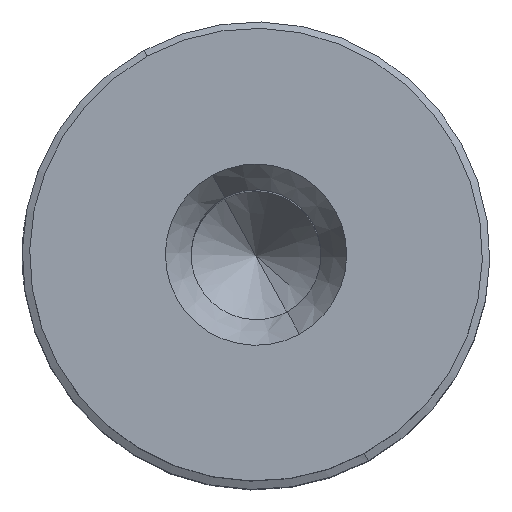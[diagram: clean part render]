
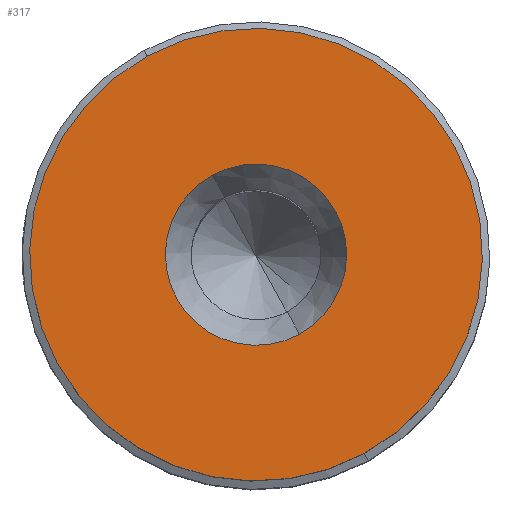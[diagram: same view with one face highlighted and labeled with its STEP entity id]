
A CAD part, top view. The second image highlights one B-rep face of the part: STEP entity #317.
In plain terms, the highlighted planar face has unit normal (0, 0, 1).
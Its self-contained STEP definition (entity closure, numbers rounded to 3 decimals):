
#196=AXIS2_PLACEMENT_3D('Circle Axis2P3D',#194,#195,$) ;
#280=AXIS2_PLACEMENT_3D('Circle Axis2P3D',#278,#279,$) ;
#293=AXIS2_PLACEMENT_3D('Plane Axis2P3D',#290,#291,#292) ;
#297=AXIS2_PLACEMENT_3D('Circle Axis2P3D',#295,#296,$) ;
#306=AXIS2_PLACEMENT_3D('Circle Axis2P3D',#304,#305,$) ;
#191=CARTESIAN_POINT('Vertex',(2.564,4.222,30.8)) ;
#194=CARTESIAN_POINT('Axis2P3D Location',(3.15,3.15,30.8)) ;
#198=CARTESIAN_POINT('Vertex',(3.736,2.078,30.8)) ;
#278=CARTESIAN_POINT('Axis2P3D Location',(3.15,3.15,30.8)) ;
#290=CARTESIAN_POINT('Axis2P3D Location',(3.15,6.2,30.8)) ;
#295=CARTESIAN_POINT('Axis2P3D Location',(3.15,3.15,30.8)) ;
#299=CARTESIAN_POINT('Vertex',(4.612,0.473,30.8)) ;
#301=CARTESIAN_POINT('Vertex',(1.688,5.827,30.8)) ;
#304=CARTESIAN_POINT('Axis2P3D Location',(3.15,3.15,30.8)) ;
#195=DIRECTION('Axis2P3D Direction',(0.,0.,1.)) ;
#279=DIRECTION('Axis2P3D Direction',(0.,0.,1.)) ;
#291=DIRECTION('Axis2P3D Direction',(0.,0.,1.)) ;
#292=DIRECTION('Axis2P3D XDirection',(1.,0.,0.)) ;
#296=DIRECTION('Axis2P3D Direction',(0.,0.,1.)) ;
#305=DIRECTION('Axis2P3D Direction',(0.,0.,1.)) ;
#310=ORIENTED_EDGE('',*,*,#303,.T.) ;
#311=ORIENTED_EDGE('',*,*,#308,.T.) ;
#314=ORIENTED_EDGE('',*,*,#200,.F.) ;
#315=ORIENTED_EDGE('',*,*,#282,.F.) ;
#316=FACE_BOUND('',#313,.T.) ;
#317=ADVANCED_FACE('Hauptkoerper',(#312,#316),#294,.T.) ;
#197=CIRCLE('generated circle',#196,1.221) ;
#281=CIRCLE('generated circle',#280,1.221) ;
#298=CIRCLE('generated circle',#297,3.05) ;
#307=CIRCLE('generated circle',#306,3.05) ;
#200=EDGE_CURVE('',#192,#199,#197,.T.) ;
#282=EDGE_CURVE('',#199,#192,#281,.T.) ;
#303=EDGE_CURVE('',#300,#302,#298,.T.) ;
#308=EDGE_CURVE('',#302,#300,#307,.T.) ;
#309=EDGE_LOOP('',(#310,#311)) ;
#313=EDGE_LOOP('',(#314,#315)) ;
#312=FACE_OUTER_BOUND('',#309,.T.) ;
#294=PLANE('',#293) ;
#192=VERTEX_POINT('',#191) ;
#199=VERTEX_POINT('',#198) ;
#300=VERTEX_POINT('',#299) ;
#302=VERTEX_POINT('',#301) ;
